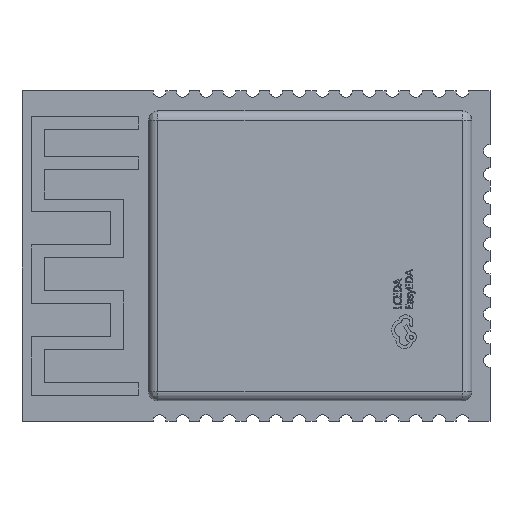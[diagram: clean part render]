
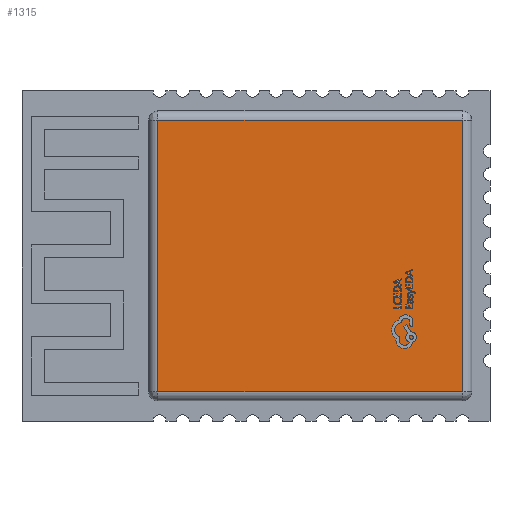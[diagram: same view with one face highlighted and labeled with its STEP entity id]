
A CAD part, top view. The second image highlights one B-rep face of the part: STEP entity #1315.
In plain terms, the highlighted planar face has unit normal (0, 0, 1).
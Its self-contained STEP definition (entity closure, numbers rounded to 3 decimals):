
#215 = LINE ( 'NONE', #10884, #10003 ) ;
#429 = DIRECTION ( 'NONE',  ( 0., 1., 0. ) ) ;
#675 = DIRECTION ( 'NONE',  ( 0., 0., 1. ) ) ;
#1111 = CARTESIAN_POINT ( 'NONE',  ( 7.471, 7.4, 3.1 ) ) ;
#1315 = ADVANCED_FACE ( 'NONE', ( #2182 ), #6177, .T. ) ;
#1597 = CARTESIAN_POINT ( 'NONE',  ( -9.129, -7.4, 3.1 ) ) ;
#1659 = LINE ( 'NONE', #13434, #16539 ) ;
#1767 = ORIENTED_EDGE ( 'NONE', *, *, #4040, .F. ) ;
#2182 = FACE_OUTER_BOUND ( 'NONE', #10193, .T. ) ;
#2348 = DIRECTION ( 'NONE',  ( -1., 0., 0. ) ) ;
#3264 = VERTEX_POINT ( 'NONE', #15101 ) ;
#3572 = CARTESIAN_POINT ( 'NONE',  ( -3.779, -7.4, 3.1 ) ) ;
#4040 = EDGE_CURVE ( 'NONE', #11899, #7846, #12505, .T. ) ;
#4197 = DIRECTION ( 'NONE',  ( 1., 0., 0. ) ) ;
#5651 = EDGE_CURVE ( 'NONE', #3264, #11899, #215, .T. ) ;
#6177 = PLANE ( 'NONE',  #10040 ) ;
#7846 = VERTEX_POINT ( 'NONE', #9488 ) ;
#8309 = DIRECTION ( 'NONE',  ( 0., -1., 0. ) ) ;
#8661 = ORIENTED_EDGE ( 'NONE', *, *, #9009, .F. ) ;
#9009 = EDGE_CURVE ( 'NONE', #12006, #3264, #1659, .T. ) ;
#9488 = CARTESIAN_POINT ( 'NONE',  ( 7.471, -7.4, 3.1 ) ) ;
#10003 = VECTOR ( 'NONE', #4197, 1000. ) ;
#10015 = VECTOR ( 'NONE', #2348, 1000. ) ;
#10040 = AXIS2_PLACEMENT_3D ( 'NONE', #14009, #675, #11255 ) ;
#10149 = ORIENTED_EDGE ( 'NONE', *, *, #13641, .F. ) ;
#10189 = LINE ( 'NONE', #3572, #10015 ) ;
#10193 = EDGE_LOOP ( 'NONE', ( #1767, #12946, #8661, #10149 ) ) ;
#10884 = CARTESIAN_POINT ( 'NONE',  ( -3.779, 7.4, 3.1 ) ) ;
#11036 = CARTESIAN_POINT ( 'NONE',  ( 7.471, 0., 3.1 ) ) ;
#11255 = DIRECTION ( 'NONE',  ( 1., 0., 0. ) ) ;
#11899 = VERTEX_POINT ( 'NONE', #1111 ) ;
#12006 = VERTEX_POINT ( 'NONE', #1597 ) ;
#12505 = LINE ( 'NONE', #11036, #13777 ) ;
#12946 = ORIENTED_EDGE ( 'NONE', *, *, #5651, .F. ) ;
#13434 = CARTESIAN_POINT ( 'NONE',  ( -9.129, 0., 3.1 ) ) ;
#13641 = EDGE_CURVE ( 'NONE', #7846, #12006, #10189, .T. ) ;
#13777 = VECTOR ( 'NONE', #8309, 1000. ) ;
#14009 = CARTESIAN_POINT ( 'NONE',  ( -3.779, 0., 3.1 ) ) ;
#15101 = CARTESIAN_POINT ( 'NONE',  ( -9.129, 7.4, 3.1 ) ) ;
#16539 = VECTOR ( 'NONE', #429, 1000. ) ;
